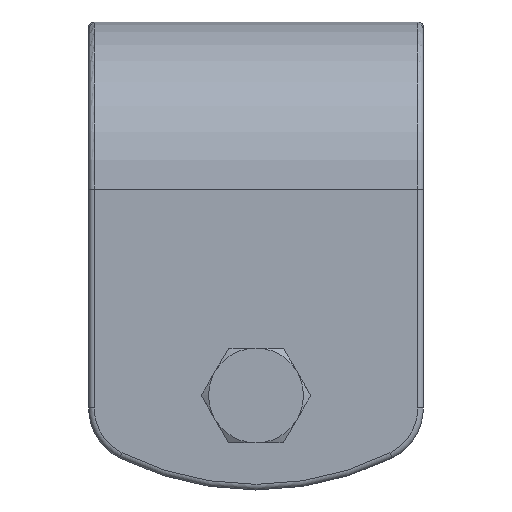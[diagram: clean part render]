
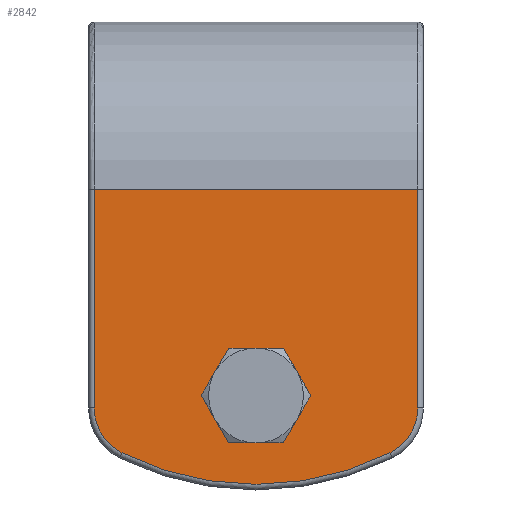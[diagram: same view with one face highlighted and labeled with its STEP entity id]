
A CAD part, top view. The second image highlights one B-rep face of the part: STEP entity #2842.
In plain terms, the highlighted planar face has unit normal (0, 0, 1).
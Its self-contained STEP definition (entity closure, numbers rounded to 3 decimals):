
#77 = CARTESIAN_POINT ( 'NONE',  ( 30., 0., 100. ) ) ;
#219 = CARTESIAN_POINT ( 'NONE',  ( 30., 0., 100. ) ) ;
#256 = EDGE_LOOP ( 'NONE', ( #5374, #4875, #3911, #5040, #3890, #1369 ) ) ;
#266 = CARTESIAN_POINT ( 'NONE',  ( -29., -39.22, 100. ) ) ;
#331 = DIRECTION ( 'NONE',  ( 0., 0., -1. ) ) ;
#350 = EDGE_CURVE ( 'NONE', #908, #3676, #1005, .T. ) ;
#618 = DIRECTION ( 'NONE',  ( -1., 0., 0. ) ) ;
#650 = DIRECTION ( 'NONE',  ( 0., -1., 0. ) ) ;
#724 = PLANE ( 'NONE',  #2182 ) ;
#908 = VERTEX_POINT ( 'NONE', #4207 ) ;
#1005 = LINE ( 'NONE', #6324, #5892 ) ;
#1036 = AXIS2_PLACEMENT_3D ( 'NONE', #4000, #331, #3436 ) ;
#1053 = CARTESIAN_POINT ( 'NONE',  ( 20., -39.22, 100. ) ) ;
#1255 = DIRECTION ( 'NONE',  ( 0., 0., -1. ) ) ;
#1335 = CARTESIAN_POINT ( 'NONE',  ( -20., -39.22, 100. ) ) ;
#1355 = DIRECTION ( 'NONE',  ( 0., 0., -1. ) ) ;
#1369 = ORIENTED_EDGE ( 'NONE', *, *, #2394, .T. ) ;
#1375 = EDGE_CURVE ( 'NONE', #4379, #2144, #3991, .T. ) ;
#1415 = CARTESIAN_POINT ( 'NONE',  ( 24.008, -47.279, 100. ) ) ;
#1535 = CARTESIAN_POINT ( 'NONE',  ( -29., 0., 100. ) ) ;
#1546 = FACE_BOUND ( 'NONE', #3776, .T. ) ;
#1615 = DIRECTION ( 'NONE',  ( 0., 0., 1. ) ) ;
#1701 = VERTEX_POINT ( 'NONE', #3628 ) ;
#1759 = AXIS2_PLACEMENT_3D ( 'NONE', #1053, #5826, #618 ) ;
#1859 = LINE ( 'NONE', #1535, #4638 ) ;
#2039 = VECTOR ( 'NONE', #4243, 1000. ) ;
#2049 = CARTESIAN_POINT ( 'NONE',  ( 0., 0.995, 100. ) ) ;
#2144 = VERTEX_POINT ( 'NONE', #5495 ) ;
#2182 = AXIS2_PLACEMENT_3D ( 'NONE', #219, #1255, #3906 ) ;
#2354 = DIRECTION ( 'NONE',  ( -1., 0., 0. ) ) ;
#2365 = LINE ( 'NONE', #77, #2039 ) ;
#2394 = EDGE_CURVE ( 'NONE', #1701, #3692, #4063, .T. ) ;
#2435 = CARTESIAN_POINT ( 'NONE',  ( 29., 0., 100. ) ) ;
#2556 = CARTESIAN_POINT ( 'NONE',  ( 6., -37., 100. ) ) ;
#2646 = EDGE_CURVE ( 'NONE', #6596, #2882, #1859, .T. ) ;
#2832 = ORIENTED_EDGE ( 'NONE', *, *, #5788, .T. ) ;
#2842 = ADVANCED_FACE ( 'NONE', ( #1546, #6527 ), #724, .F. ) ;
#2882 = VERTEX_POINT ( 'NONE', #266 ) ;
#2965 = AXIS2_PLACEMENT_3D ( 'NONE', #1335, #1355, #2354 ) ;
#3014 = CARTESIAN_POINT ( 'NONE',  ( 0., -37., 100. ) ) ;
#3022 = EDGE_CURVE ( 'NONE', #1701, #2882, #5779, .T. ) ;
#3286 = EDGE_CURVE ( 'NONE', #908, #3692, #6186, .T. ) ;
#3436 = DIRECTION ( 'NONE',  ( -1., 0., 0. ) ) ;
#3547 = CIRCLE ( 'NONE', #1036, 6. ) ;
#3552 = DIRECTION ( 'NONE',  ( -1., 0., 0. ) ) ;
#3628 = CARTESIAN_POINT ( 'NONE',  ( -24.008, -47.279, 100. ) ) ;
#3639 = CARTESIAN_POINT ( 'NONE',  ( -29., 0., 100. ) ) ;
#3676 = VERTEX_POINT ( 'NONE', #2435 ) ;
#3692 = VERTEX_POINT ( 'NONE', #1415 ) ;
#3776 = EDGE_LOOP ( 'NONE', ( #2832, #3941 ) ) ;
#3890 = ORIENTED_EDGE ( 'NONE', *, *, #3022, .F. ) ;
#3906 = DIRECTION ( 'NONE',  ( -1., 0., 0. ) ) ;
#3911 = ORIENTED_EDGE ( 'NONE', *, *, #6101, .T. ) ;
#3941 = ORIENTED_EDGE ( 'NONE', *, *, #1375, .T. ) ;
#3991 = CIRCLE ( 'NONE', #5218, 6. ) ;
#4000 = CARTESIAN_POINT ( 'NONE',  ( 0., -37., 100. ) ) ;
#4063 = CIRCLE ( 'NONE', #5913, 53.914 ) ;
#4207 = CARTESIAN_POINT ( 'NONE',  ( 29., -39.22, 100. ) ) ;
#4211 = DIRECTION ( 'NONE',  ( 0., 1., 0. ) ) ;
#4243 = DIRECTION ( 'NONE',  ( -1., 0., 0. ) ) ;
#4379 = VERTEX_POINT ( 'NONE', #2556 ) ;
#4638 = VECTOR ( 'NONE', #650, 1000. ) ;
#4875 = ORIENTED_EDGE ( 'NONE', *, *, #350, .T. ) ;
#5040 = ORIENTED_EDGE ( 'NONE', *, *, #2646, .T. ) ;
#5218 = AXIS2_PLACEMENT_3D ( 'NONE', #3014, #6169, #3552 ) ;
#5374 = ORIENTED_EDGE ( 'NONE', *, *, #3286, .F. ) ;
#5495 = CARTESIAN_POINT ( 'NONE',  ( -6., -37., 100. ) ) ;
#5686 = DIRECTION ( 'NONE',  ( -1., 0., 0. ) ) ;
#5779 = CIRCLE ( 'NONE', #2965, 9. ) ;
#5788 = EDGE_CURVE ( 'NONE', #2144, #4379, #3547, .T. ) ;
#5826 = DIRECTION ( 'NONE',  ( 0., 0., -1. ) ) ;
#5892 = VECTOR ( 'NONE', #4211, 1000. ) ;
#5913 = AXIS2_PLACEMENT_3D ( 'NONE', #2049, #1615, #5686 ) ;
#6101 = EDGE_CURVE ( 'NONE', #3676, #6596, #2365, .T. ) ;
#6169 = DIRECTION ( 'NONE',  ( 0., 0., -1. ) ) ;
#6186 = CIRCLE ( 'NONE', #1759, 9. ) ;
#6324 = CARTESIAN_POINT ( 'NONE',  ( 29., 0., 100. ) ) ;
#6527 = FACE_OUTER_BOUND ( 'NONE', #256, .T. ) ;
#6596 = VERTEX_POINT ( 'NONE', #3639 ) ;
